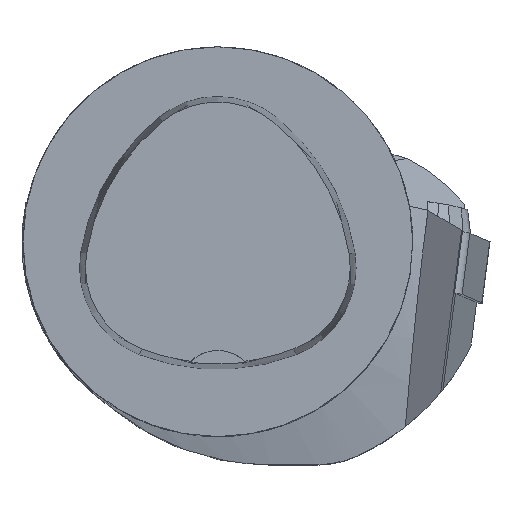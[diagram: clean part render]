
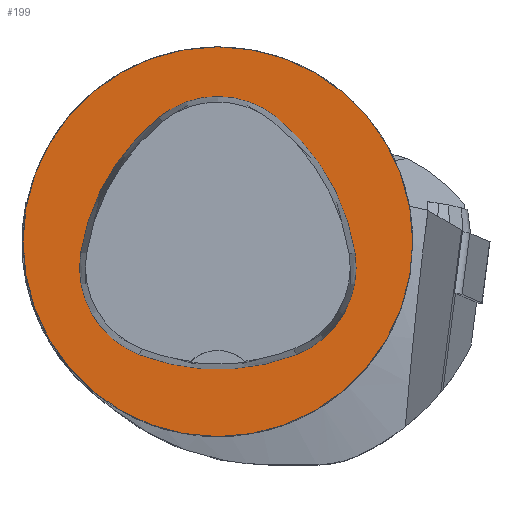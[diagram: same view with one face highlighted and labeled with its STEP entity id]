
A CAD part, top view. The second image highlights one B-rep face of the part: STEP entity #199.
In plain terms, the highlighted planar face has unit normal (0, 0, 1).
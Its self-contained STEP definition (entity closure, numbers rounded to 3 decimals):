
#86=FACE_BOUND('',#451,.T.);
#87=FACE_BOUND('',#452,.T.);
#199=ADVANCED_FACE('',(#86,#87),#279,.T.);
#279=PLANE('',#1947);
#451=EDGE_LOOP('',(#748,#749,#750,#751,#752,#753));
#452=EDGE_LOOP('',(#754));
#534=CIRCLE('',#1919,25.);
#535=CIRCLE('',#1925,28.);
#537=CIRCLE('',#1928,12.);
#539=CIRCLE('',#1931,28.);
#541=CIRCLE('',#1934,12.);
#544=CIRCLE('',#1938,28.);
#547=CIRCLE('',#1942,12.);
#748=ORIENTED_EDGE('',*,*,#1357,.F.);
#749=ORIENTED_EDGE('',*,*,#1352,.F.);
#750=ORIENTED_EDGE('',*,*,#1347,.F.);
#751=ORIENTED_EDGE('',*,*,#1344,.F.);
#752=ORIENTED_EDGE('',*,*,#1341,.F.);
#753=ORIENTED_EDGE('',*,*,#1337,.F.);
#754=ORIENTED_EDGE('',*,*,#1328,.T.);
#1141=VERTEX_POINT('',#2890);
#1150=VERTEX_POINT('',#2909);
#1151=VERTEX_POINT('',#2910);
#1154=VERTEX_POINT('',#2918);
#1156=VERTEX_POINT('',#2924);
#1158=VERTEX_POINT('',#2930);
#1162=VERTEX_POINT('',#2943);
#1328=EDGE_CURVE('',#1141,#1141,#534,.T.);
#1337=EDGE_CURVE('',#1150,#1151,#535,.T.);
#1341=EDGE_CURVE('',#1151,#1154,#537,.T.);
#1344=EDGE_CURVE('',#1154,#1156,#539,.T.);
#1347=EDGE_CURVE('',#1156,#1158,#541,.T.);
#1352=EDGE_CURVE('',#1158,#1162,#544,.T.);
#1357=EDGE_CURVE('',#1162,#1150,#547,.T.);
#1919=AXIS2_PLACEMENT_3D('',#2889,#2211,#2212);
#1925=AXIS2_PLACEMENT_3D('',#2908,#2227,#2228);
#1928=AXIS2_PLACEMENT_3D('',#2917,#2235,#2236);
#1931=AXIS2_PLACEMENT_3D('',#2923,#2242,#2243);
#1934=AXIS2_PLACEMENT_3D('',#2929,#2249,#2250);
#1938=AXIS2_PLACEMENT_3D('',#2942,#2258,#2259);
#1942=AXIS2_PLACEMENT_3D('',#2955,#2267,#2268);
#1947=AXIS2_PLACEMENT_3D('',#2960,#2277,#2278);
#2211=DIRECTION('',(0.,0.,1.));
#2212=DIRECTION('',(1.,0.,0.));
#2227=DIRECTION('',(0.,0.,1.));
#2228=DIRECTION('',(1.,0.,0.));
#2235=DIRECTION('',(0.,0.,1.));
#2236=DIRECTION('',(1.,0.,0.));
#2242=DIRECTION('',(0.,0.,1.));
#2243=DIRECTION('',(1.,0.,0.));
#2249=DIRECTION('',(0.,0.,1.));
#2250=DIRECTION('',(1.,0.,0.));
#2258=DIRECTION('',(0.,0.,1.));
#2259=DIRECTION('',(1.,0.,0.));
#2267=DIRECTION('',(0.,0.,1.));
#2268=DIRECTION('',(1.,0.,0.));
#2277=DIRECTION('',(0.,0.,1.));
#2278=DIRECTION('',(-1.,0.,0.));
#2889=CARTESIAN_POINT('',(0.,0.,0.));
#2890=CARTESIAN_POINT('',(25.,0.,0.));
#2908=CARTESIAN_POINT('',(-10.068,-5.824,0.));
#2909=CARTESIAN_POINT('',(17.584,-1.424,0.));
#2910=CARTESIAN_POINT('',(7.531,15.953,0.));
#2917=CARTESIAN_POINT('',(-0.011,6.62,0.));
#2918=CARTESIAN_POINT('',(-7.567,15.942,0.));
#2923=CARTESIAN_POINT('',(10.063,-5.81,0.));
#2924=CARTESIAN_POINT('',(-17.59,-1.418,0.));
#2929=CARTESIAN_POINT('',(-5.739,-3.3,0.));
#2930=CARTESIAN_POINT('',(-10.05,-14.499,0.));
#2942=CARTESIAN_POINT('',(0.01,11.631,0.));
#2943=CARTESIAN_POINT('',(10.025,-14.516,0.));
#2955=CARTESIAN_POINT('',(5.733,-3.31,0.));
#2960=CARTESIAN_POINT('',(0.,0.,0.));
